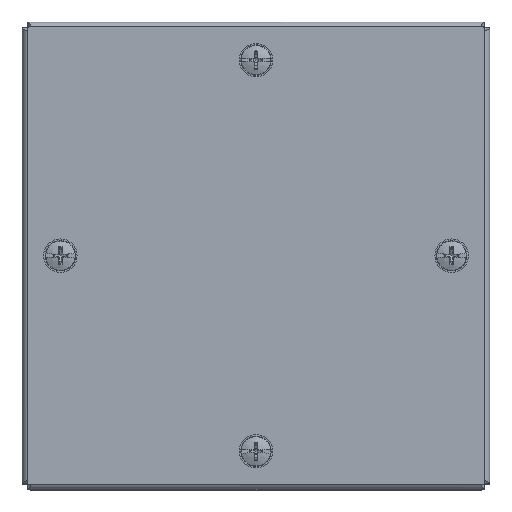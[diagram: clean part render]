
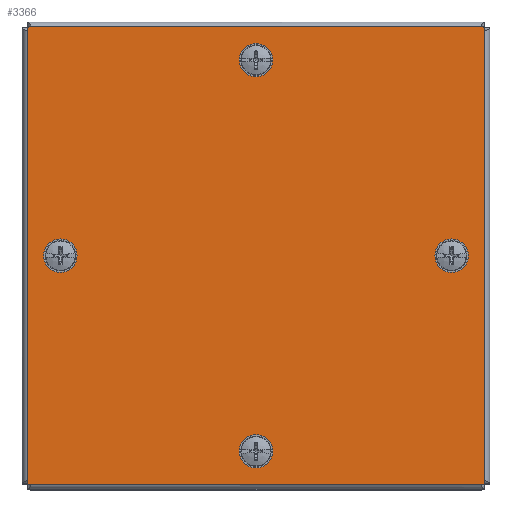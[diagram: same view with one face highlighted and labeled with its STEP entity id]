
A CAD part, top view. The second image highlights one B-rep face of the part: STEP entity #3366.
In plain terms, the highlighted planar face has unit normal (0, 0, 1).
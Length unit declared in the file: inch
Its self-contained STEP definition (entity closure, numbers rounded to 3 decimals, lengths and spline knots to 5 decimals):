
#200=PLANE('',#3599);
#457=LINE('',#5774,#727);
#463=LINE('',#5795,#733);
#467=LINE('',#5806,#737);
#468=LINE('',#5808,#738);
#727=VECTOR('',#4176,5.9375);
#733=VECTOR('',#4196,5.9375);
#737=VECTOR('',#4210,5.9375);
#738=VECTOR('',#4213,5.9375);
#869=FACE_BOUND('',#1211,.T.);
#870=FACE_BOUND('',#1212,.T.);
#871=FACE_BOUND('',#1213,.T.);
#872=FACE_BOUND('',#1214,.T.);
#998=FACE_OUTER_BOUND('',#1210,.T.);
#1210=EDGE_LOOP('',(#2663,#2664,#2665,#2666,#2667,#2668,#2669,#2670));
#1211=EDGE_LOOP('',(#2671));
#1212=EDGE_LOOP('',(#2672));
#1213=EDGE_LOOP('',(#2673));
#1214=EDGE_LOOP('',(#2674));
#1366=CIRCLE('',#3572,0.14063);
#1368=CIRCLE('',#3575,0.14063);
#1370=CIRCLE('',#3578,0.14063);
#1372=CIRCLE('',#3581,0.14063);
#1373=CIRCLE('',#3583,0.03125);
#1378=CIRCLE('',#3591,0.03125);
#1379=CIRCLE('',#3594,0.03125);
#1380=CIRCLE('',#3596,0.03125);
#1580=VERTEX_POINT('',#5743);
#1582=VERTEX_POINT('',#5748);
#1584=VERTEX_POINT('',#5753);
#1586=VERTEX_POINT('',#5758);
#1587=VERTEX_POINT('',#5761);
#1588=VERTEX_POINT('',#5762);
#1592=VERTEX_POINT('',#5772);
#1598=VERTEX_POINT('',#5788);
#1599=VERTEX_POINT('',#5789);
#1600=VERTEX_POINT('',#5794);
#1601=VERTEX_POINT('',#5798);
#1602=VERTEX_POINT('',#5802);
#1956=EDGE_CURVE('',#1580,#1580,#1366,.T.);
#1958=EDGE_CURVE('',#1582,#1582,#1368,.T.);
#1960=EDGE_CURVE('',#1584,#1584,#1370,.T.);
#1962=EDGE_CURVE('',#1586,#1586,#1372,.T.);
#1963=EDGE_CURVE('',#1587,#1588,#1373,.T.);
#1969=EDGE_CURVE('',#1592,#1587,#457,.T.);
#1976=EDGE_CURVE('',#1598,#1599,#1378,.T.);
#1979=EDGE_CURVE('',#1599,#1600,#463,.T.);
#1981=EDGE_CURVE('',#1600,#1601,#1379,.T.);
#1983=EDGE_CURVE('',#1602,#1592,#1380,.T.);
#1985=EDGE_CURVE('',#1601,#1602,#467,.T.);
#1986=EDGE_CURVE('',#1588,#1598,#468,.T.);
#2663=ORIENTED_EDGE('',*,*,#1963,.F.);
#2664=ORIENTED_EDGE('',*,*,#1969,.F.);
#2665=ORIENTED_EDGE('',*,*,#1983,.F.);
#2666=ORIENTED_EDGE('',*,*,#1985,.F.);
#2667=ORIENTED_EDGE('',*,*,#1981,.F.);
#2668=ORIENTED_EDGE('',*,*,#1979,.F.);
#2669=ORIENTED_EDGE('',*,*,#1976,.F.);
#2670=ORIENTED_EDGE('',*,*,#1986,.F.);
#2671=ORIENTED_EDGE('',*,*,#1956,.T.);
#2672=ORIENTED_EDGE('',*,*,#1958,.T.);
#2673=ORIENTED_EDGE('',*,*,#1960,.T.);
#2674=ORIENTED_EDGE('',*,*,#1962,.T.);
#3366=ADVANCED_FACE('',(#998,#869,#870,#871,#872),#200,.T.);
#3572=AXIS2_PLACEMENT_3D('',#5744,#4144,#4145);
#3575=AXIS2_PLACEMENT_3D('',#5749,#4150,#4151);
#3578=AXIS2_PLACEMENT_3D('',#5754,#4156,#4157);
#3581=AXIS2_PLACEMENT_3D('',#5759,#4162,#4163);
#3583=AXIS2_PLACEMENT_3D('',#5763,#4166,#4167);
#3591=AXIS2_PLACEMENT_3D('',#5790,#4190,#4191);
#3594=AXIS2_PLACEMENT_3D('',#5799,#4200,#4201);
#3596=AXIS2_PLACEMENT_3D('',#5803,#4205,#4206);
#3599=AXIS2_PLACEMENT_3D('',#5809,#4214,#4215);
#4144=DIRECTION('center_axis',(0.,0.,-1.));
#4145=DIRECTION('ref_axis',(-1.,0.,0.));
#4150=DIRECTION('center_axis',(0.,0.,-1.));
#4151=DIRECTION('ref_axis',(-1.,0.,0.));
#4156=DIRECTION('center_axis',(0.,0.,-1.));
#4157=DIRECTION('ref_axis',(-1.,0.,0.));
#4162=DIRECTION('center_axis',(0.,0.,-1.));
#4163=DIRECTION('ref_axis',(-1.,0.,0.));
#4166=DIRECTION('center_axis',(0.,0.,-1.));
#4167=DIRECTION('ref_axis',(0.707,-0.707,0.));
#4176=DIRECTION('',(0.,-1.,0.));
#4190=DIRECTION('center_axis',(0.,0.,-1.));
#4191=DIRECTION('ref_axis',(-0.707,-0.707,0.));
#4196=DIRECTION('',(0.,1.,0.));
#4200=DIRECTION('center_axis',(0.,0.,-1.));
#4201=DIRECTION('ref_axis',(-0.707,0.707,0.));
#4205=DIRECTION('center_axis',(0.,0.,-1.));
#4206=DIRECTION('ref_axis',(0.707,0.707,0.));
#4210=DIRECTION('',(1.,0.,0.));
#4213=DIRECTION('',(-1.,0.,0.));
#4214=DIRECTION('center_axis',(0.,0.,1.));
#4215=DIRECTION('ref_axis',(1.,0.,0.));
#5743=CARTESIAN_POINT('',(-2.42188,0.,0.074));
#5744=CARTESIAN_POINT('Origin',(-2.5625,0.,0.074));
#5748=CARTESIAN_POINT('',(2.70313,0.,0.074));
#5749=CARTESIAN_POINT('Origin',(2.5625,0.,0.074));
#5753=CARTESIAN_POINT('',(0.14062,2.5625,0.074));
#5754=CARTESIAN_POINT('Origin',(0.,2.5625,0.074));
#5758=CARTESIAN_POINT('',(0.14063,-2.5625,0.074));
#5759=CARTESIAN_POINT('Origin',(0.,-2.5625,0.074));
#5761=CARTESIAN_POINT('',(3.,-2.96875,0.074));
#5762=CARTESIAN_POINT('',(2.96875,-3.,0.074));
#5763=CARTESIAN_POINT('Origin',(2.96875,-2.96875,0.074));
#5772=CARTESIAN_POINT('',(3.,2.96875,0.074));
#5774=CARTESIAN_POINT('',(3.,3.,0.074));
#5788=CARTESIAN_POINT('',(-2.96875,-3.,0.074));
#5789=CARTESIAN_POINT('',(-3.,-2.96875,0.074));
#5790=CARTESIAN_POINT('Origin',(-2.96875,-2.96875,0.074));
#5794=CARTESIAN_POINT('',(-3.,2.96875,0.074));
#5795=CARTESIAN_POINT('',(-3.,-3.,0.074));
#5798=CARTESIAN_POINT('',(-2.96875,3.,0.074));
#5799=CARTESIAN_POINT('Origin',(-2.96875,2.96875,0.074));
#5802=CARTESIAN_POINT('',(2.96875,3.,0.074));
#5803=CARTESIAN_POINT('Origin',(2.96875,2.96875,0.074));
#5806=CARTESIAN_POINT('',(-3.,3.,0.074));
#5808=CARTESIAN_POINT('',(3.,-3.,0.074));
#5809=CARTESIAN_POINT('Origin',(0.,0.,
0.074));
